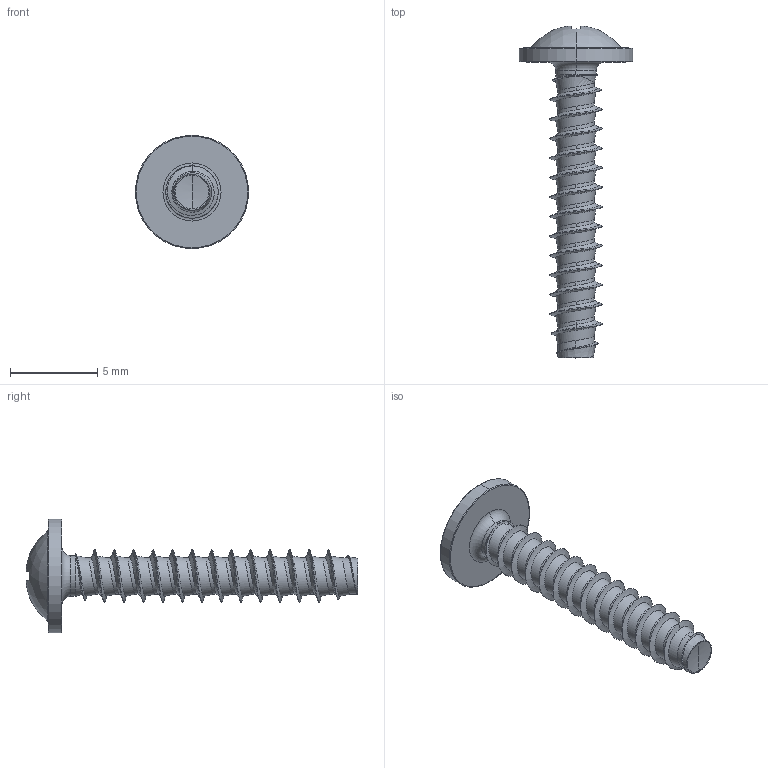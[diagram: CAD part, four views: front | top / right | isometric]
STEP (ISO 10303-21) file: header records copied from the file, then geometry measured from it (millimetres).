
FILE_DESCRIPTION (( 'STEP AP203' ), '1' );
FILE_NAME ('STP210300170.STEP', '2019-05-15T17:28:51', ( '' ), ( '' ), 'SwSTEP 2.0', 'SolidWorks 2015', '' );
FILE_SCHEMA (( 'CONFIG_CONTROL_DESIGN' ));
Length unit declared in the file: millimetre
Products named in the file (2): STP210300170
Bounding box: 6.5 x 19.06 x 6.5 mm (x, y, z)
Volume: 108.9 mm3; surface area: 276.6 mm2
Topology: 1 solids, 1 shells, 197 faces, 475 edges, 281 vertices
Faces by surface type: bspline 55, cylinder 54, plane 31, torus 30, sphere 20, cone 7
Entity records: 23559 total; most frequent: CARTESIAN_POINT 19354, ORIENTED_EDGE 946, DIRECTION 755, EDGE_CURVE 473, AXIS2_PLACEMENT_3D 329, VERTEX_POINT 281, EDGE_LOOP 200, FACE_OUTER_BOUND 197
